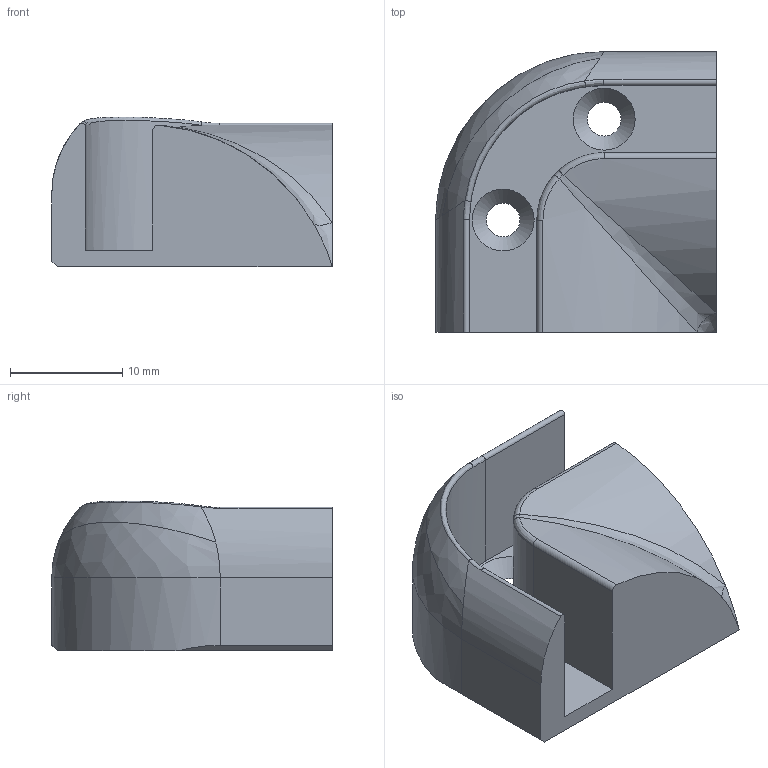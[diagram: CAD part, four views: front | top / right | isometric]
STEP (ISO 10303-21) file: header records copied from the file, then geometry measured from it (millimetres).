
FILE_DESCRIPTION(('STEP AP203'),'2;1');
FILE_NAME('XF31115G.stp','2011-02-02T12:27:17',(''),(''),'2009.3.110','THINKDESIGN','');
FILE_SCHEMA(('CONFIG_CONTROL_DESIGN'));
Length unit declared in the file: millimetre
Bounding box: 24.98 x 24.98 x 13.35 mm (x, y, z)
Volume: 3248.5 mm3; surface area: 3183.6 mm2
Topology: 1 solids, 1 shells, 41 faces, 105 edges, 66 vertices
Faces by surface type: plane 16, cylinder 13, bspline 12
Entity records: 2173 total; most frequent: CARTESIAN_POINT 1123, ORIENTED_EDGE 208, DIRECTION 181, EDGE_CURVE 104, AXIS2_PLACEMENT_3D 66, VERTEX_POINT 66, VECTOR 49, LINE 49
